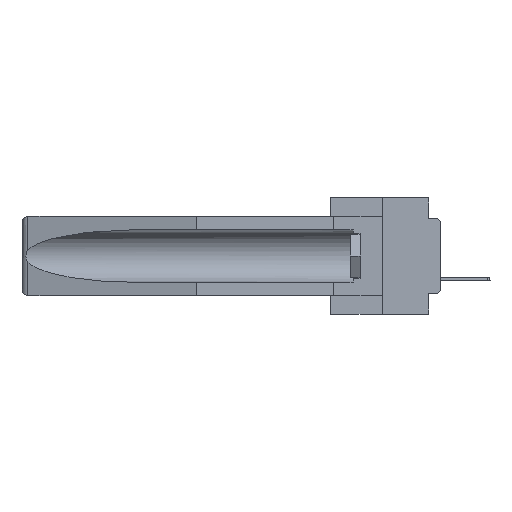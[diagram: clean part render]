
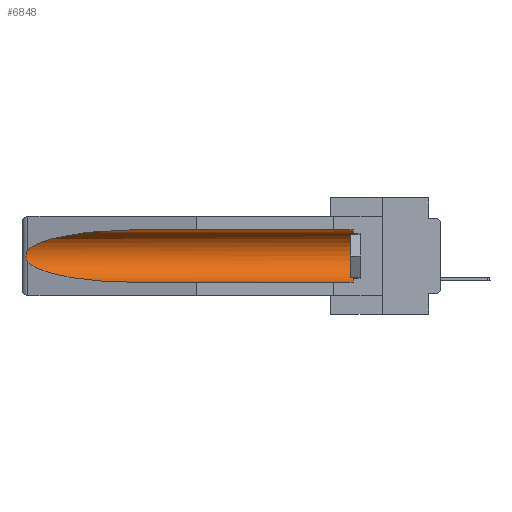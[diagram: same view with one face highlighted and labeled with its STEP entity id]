
A CAD part, left-side view. The second image highlights one B-rep face of the part: STEP entity #6848.
In plain terms, the highlighted cylindrical face has radius 2.857 mm (diameter 5.715 mm), a partial arc.
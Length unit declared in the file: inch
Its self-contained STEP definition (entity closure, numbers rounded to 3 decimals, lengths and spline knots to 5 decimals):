
#20 = CARTESIAN_POINT ( 'NONE',  ( 0.26537, 1.52718, -0.14972 ) ) ;
#169 = CARTESIAN_POINT ( 'NONE',  ( 0.26537, 1.52718, -0.14972 ) ) ;
#273 = CARTESIAN_POINT ( 'NONE',  ( 0.2675, 1.53308, -0.17534 ) ) ;
#569 = CARTESIAN_POINT ( 'NONE',  ( 0.21114, 1.30732, -0.059 ) ) ;
#815 = ORIENTED_EDGE ( 'NONE', *, *, #28465, .T. ) ;
#1691 = CARTESIAN_POINT ( 'NONE',  ( 0.155, 0.126, -0.1715 ) ) ;
#2090 = DIRECTION ( 'NONE',  ( 0., 1., 0. ) ) ;
#2430 = ORIENTED_EDGE ( 'NONE', *, *, #12636, .T. ) ;
#2759 = CARTESIAN_POINT ( 'NONE',  ( 0.26597, 1.5296, -0.19026 ) ) ;
#2941 = CARTESIAN_POINT ( 'NONE',  ( 0.155, -0.30754, -0.1715 ) ) ;
#3904 = CARTESIAN_POINT ( 'NONE',  ( 0.26537, 1.52718, -0.19328 ) ) ;
#5080 = DIRECTION ( 'NONE',  ( 0., 0., 1. ) ) ;
#5205 = CARTESIAN_POINT ( 'NONE',  ( 0.2673, 1.5327, -0.16383 ) ) ;
#5306 = CARTESIAN_POINT ( 'NONE',  ( 0.2673, 1.53269, -0.17917 ) ) ;
#5465 = CARTESIAN_POINT ( 'NONE',  ( 0.155, 0.126, -0.059 ) ) ;
#5671 = EDGE_CURVE ( 'NONE', #22621, #10309, #24699, .T. ) ;
#6044 = VERTEX_POINT ( 'NONE', #5465 ) ;
#6848 = ADVANCED_FACE ( 'NONE', ( #19819 ), #16380, .F. ) ;
#6974 = VECTOR ( 'NONE', #10151, 39.37008 ) ;
#8240 = AXIS2_PLACEMENT_3D ( 'NONE', #2941, #27570, #5080 ) ;
#8418 = LINE ( 'NONE', #26825, #25688 ) ;
#8663 = AXIS2_PLACEMENT_3D ( 'NONE', #1691, #8994, #11395 ) ;
#8833 = CARTESIAN_POINT ( 'NONE',  ( 0.21114, 1.30732, -0.284 ) ) ;
#8994 = DIRECTION ( 'NONE',  ( 0., -1., 0. ) ) ;
#9104 = EDGE_CURVE ( 'NONE', #31395, #9420, #31197, .T. ) ;
#9420 = VERTEX_POINT ( 'NONE', #23943 ) ;
#9644 = CARTESIAN_POINT ( 'NONE',  ( 0.26537, 1.52718, -0.19328 ) ) ;
#9972 = B_SPLINE_CURVE_WITH_KNOTS ( 'NONE', 3,
 ( #169, #22278, #17494, #5205, #29672, #273, #5306, #10295, #2759, #10188 ),
 .UNSPECIFIED., .F., .F.,
 ( 4, 2, 2, 2, 4 ),
 ( 0., 0.00029, 0.00058, 0.00087, 0.00117 ),
 .UNSPECIFIED. ) ;
#10151 = DIRECTION ( 'NONE',  ( 0., 1., 0. ) ) ;
#10188 = CARTESIAN_POINT ( 'NONE',  ( 0.26537, 1.52718, -0.19328 ) ) ;
#10295 = CARTESIAN_POINT ( 'NONE',  ( 0.26655, 1.53094, -0.18657 ) ) ;
#10309 = VERTEX_POINT ( 'NONE', #20 ) ;
#11395 = DIRECTION ( 'NONE',  ( 0., 0., 1. ) ) ;
#12191 = VERTEX_POINT ( 'NONE', #9644 ) ;
#12383 = CIRCLE ( 'NONE', #8663, 0.1125 ) ;
#12636 = EDGE_CURVE ( 'NONE', #12191, #9420, #24116, .T. ) ;
#13772 = CARTESIAN_POINT ( 'NONE',  ( 0.155, 1.07973, -0.284 ) ) ;
#14771 = CARTESIAN_POINT ( 'NONE',  ( 0.155, -0.30754, -0.284 ) ) ;
#16380 = CYLINDRICAL_SURFACE ( 'NONE', #8240, 0.1125 ) ;
#17494 = CARTESIAN_POINT ( 'NONE',  ( 0.26654, 1.53092, -0.15636 ) ) ;
#18254 = CARTESIAN_POINT ( 'NONE',  ( 0.155, 1.07973, -0.059 ) ) ;
#18512 = ORIENTED_EDGE ( 'NONE', *, *, #21263, .T. ) ;
#19180 = CARTESIAN_POINT ( 'NONE',  ( 0.25451, 1.48313, -0.24835 ) ) ;
#19819 = FACE_OUTER_BOUND ( 'NONE', #29652, .T. ) ;
#20489 = ORIENTED_EDGE ( 'NONE', *, *, #5671, .T. ) ;
#21056 = ORIENTED_EDGE ( 'NONE', *, *, #9104, .F. ) ;
#21263 = EDGE_CURVE ( 'NONE', #10309, #12191, #9972, .T. ) ;
#22278 = CARTESIAN_POINT ( 'NONE',  ( 0.26597, 1.52961, -0.15275 ) ) ;
#22621 = VERTEX_POINT ( 'NONE', #18254 ) ;
#23943 = CARTESIAN_POINT ( 'NONE',  ( 0.155, 1.07973, -0.284 ) ) ;
#24116 =( BOUNDED_CURVE ( )  B_SPLINE_CURVE ( 3, ( #3904, #19180, #8833, #13772 ),
 .UNSPECIFIED., .F., .F. ) 
 B_SPLINE_CURVE_WITH_KNOTS ( ( 4, 4 ),
 ( 0.1948, 1.5708 ),
 .UNSPECIFIED. ) 
 CURVE ( )  GEOMETRIC_REPRESENTATION_ITEM ( )  RATIONAL_B_SPLINE_CURVE ( ( 1., 0.848, 0.848, 1. ) ) 
 REPRESENTATION_ITEM ( '' )  );
#24543 = ORIENTED_EDGE ( 'NONE', *, *, #26812, .T. ) ;
#24699 =( BOUNDED_CURVE ( )  B_SPLINE_CURVE ( 3, ( #27257, #569, #27374, #29948 ),
 .UNSPECIFIED., .F., .F. ) 
 B_SPLINE_CURVE_WITH_KNOTS ( ( 4, 4 ),
 ( 4.71239, 6.08839 ),
 .UNSPECIFIED. ) 
 CURVE ( )  GEOMETRIC_REPRESENTATION_ITEM ( )  RATIONAL_B_SPLINE_CURVE ( ( 1., 0.848, 0.848, 1. ) ) 
 REPRESENTATION_ITEM ( '' )  );
#25688 = VECTOR ( 'NONE', #2090, 39.37008 ) ;
#26812 = EDGE_CURVE ( 'NONE', #31395, #6044, #12383, .T. ) ;
#26825 = CARTESIAN_POINT ( 'NONE',  ( 0.155, -0.30754, -0.059 ) ) ;
#27257 = CARTESIAN_POINT ( 'NONE',  ( 0.155, 1.07973, -0.059 ) ) ;
#27374 = CARTESIAN_POINT ( 'NONE',  ( 0.25451, 1.48313, -0.09465 ) ) ;
#27570 = DIRECTION ( 'NONE',  ( 0., 1., 0. ) ) ;
#28465 = EDGE_CURVE ( 'NONE', #6044, #22621, #8418, .T. ) ;
#29652 = EDGE_LOOP ( 'NONE', ( #20489, #18512, #2430, #21056, #24543, #815 ) ) ;
#29672 = CARTESIAN_POINT ( 'NONE',  ( 0.2675, 1.53308, -0.16763 ) ) ;
#29948 = CARTESIAN_POINT ( 'NONE',  ( 0.26537, 1.52718, -0.14972 ) ) ;
#30020 = CARTESIAN_POINT ( 'NONE',  ( 0.155, 0.126, -0.284 ) ) ;
#31197 = LINE ( 'NONE', #14771, #6974 ) ;
#31395 = VERTEX_POINT ( 'NONE', #30020 ) ;
